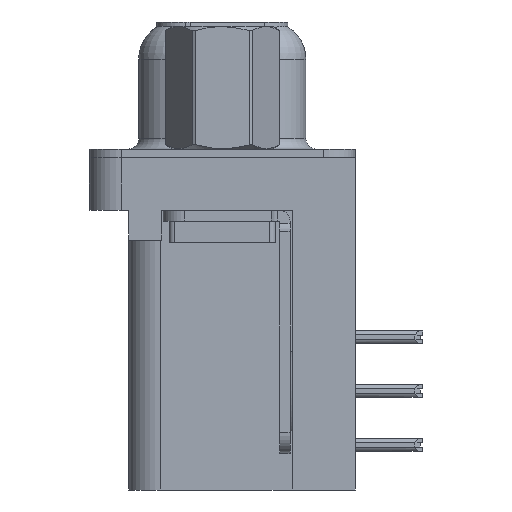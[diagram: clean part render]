
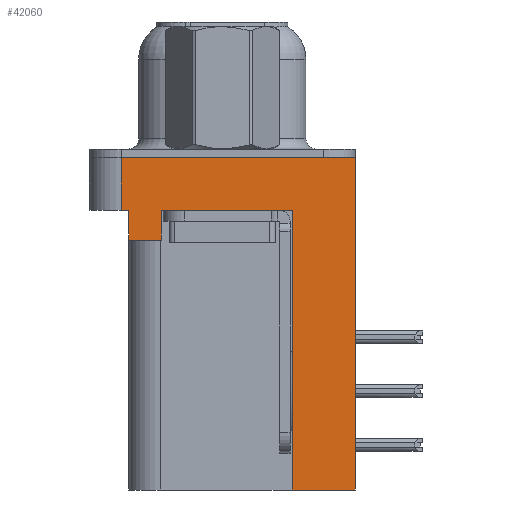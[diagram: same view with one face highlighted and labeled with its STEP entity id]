
A CAD part, left-side view. The second image highlights one B-rep face of the part: STEP entity #42060.
In plain terms, the highlighted planar face has unit normal (-1, 0, 0).
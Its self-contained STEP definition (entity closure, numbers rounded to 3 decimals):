
#463 = EDGE_CURVE ( 'NONE', #4576, #8505, #39845, .T. ) ;
#867 = VECTOR ( 'NONE', #11132, 1000. ) ;
#1060 = ORIENTED_EDGE ( 'NONE', *, *, #30181, .F. ) ;
#1214 = ORIENTED_EDGE ( 'NONE', *, *, #16015, .T. ) ;
#1448 = CARTESIAN_POINT ( 'NONE',  ( -2.935, 2.895, -3.9 ) ) ;
#2263 = VECTOR ( 'NONE', #24429, 1000. ) ;
#2780 = DIRECTION ( 'NONE',  ( 0., 1., 0. ) ) ;
#2877 = EDGE_LOOP ( 'NONE', ( #39148, #20679, #1214, #38683, #12602, #28448, #23161, #1060, #41351, #21113 ) ) ;
#3145 = DIRECTION ( 'NONE',  ( 0., 0., 1. ) ) ;
#4576 = VERTEX_POINT ( 'NONE', #24302 ) ;
#4639 = DIRECTION ( 'NONE',  ( 0., 0., 1. ) ) ;
#4721 = LINE ( 'NONE', #9710, #12507 ) ;
#4811 = LINE ( 'NONE', #42092, #22485 ) ;
#5072 = VERTEX_POINT ( 'NONE', #40035 ) ;
#5260 = CARTESIAN_POINT ( 'NONE',  ( -2.935, 4.775, -2.5 ) ) ;
#5336 = VECTOR ( 'NONE', #19484, 1000. ) ;
#5394 = VECTOR ( 'NONE', #2780, 1000. ) ;
#6384 = LINE ( 'NONE', #18818, #41658 ) ;
#6525 = DIRECTION ( 'NONE',  ( 0., 0., 1. ) ) ;
#7125 = VERTEX_POINT ( 'NONE', #11032 ) ;
#8505 = VERTEX_POINT ( 'NONE', #22062 ) ;
#9710 = CARTESIAN_POINT ( 'NONE',  ( -2.935, -3.295, -15.7 ) ) ;
#10231 = VERTEX_POINT ( 'NONE', #28601 ) ;
#10740 = EDGE_CURVE ( 'NONE', #10231, #40567, #36288, .T. ) ;
#11032 = CARTESIAN_POINT ( 'NONE',  ( -2.935, -6.275, 0. ) ) ;
#11132 = DIRECTION ( 'NONE',  ( 0., 0., 1. ) ) ;
#11609 = LINE ( 'NONE', #35786, #19376 ) ;
#12507 = VECTOR ( 'NONE', #39582, 1000. ) ;
#12602 = ORIENTED_EDGE ( 'NONE', *, *, #22723, .F. ) ;
#13396 = VECTOR ( 'NONE', #6525, 1000. ) ;
#15353 = FACE_OUTER_BOUND ( 'NONE', #2877, .T. ) ;
#16015 = EDGE_CURVE ( 'NONE', #4576, #36193, #29694, .T. ) ;
#16246 = CARTESIAN_POINT ( 'NONE',  ( -2.935, -3.295, -2.5 ) ) ;
#17416 = CARTESIAN_POINT ( 'NONE',  ( -2.935, -3.295, -15.7 ) ) ;
#18614 = VECTOR ( 'NONE', #4639, 1000. ) ;
#18818 = CARTESIAN_POINT ( 'NONE',  ( -2.935, -6.275, -2.5 ) ) ;
#19376 = VECTOR ( 'NONE', #42435, 1000. ) ;
#19484 = DIRECTION ( 'NONE',  ( 0., -1., 0. ) ) ;
#20679 = ORIENTED_EDGE ( 'NONE', *, *, #463, .F. ) ;
#21113 = ORIENTED_EDGE ( 'NONE', *, *, #23551, .T. ) ;
#21550 = CARTESIAN_POINT ( 'NONE',  ( -2.935, 4.425, -2.5 ) ) ;
#22062 = CARTESIAN_POINT ( 'NONE',  ( -2.935, 4.775, 0. ) ) ;
#22262 = DIRECTION ( 'NONE',  ( 0., 0., 1. ) ) ;
#22485 = VECTOR ( 'NONE', #22262, 1000. ) ;
#22723 = EDGE_CURVE ( 'NONE', #10231, #25094, #38586, .T. ) ;
#22862 = CARTESIAN_POINT ( 'NONE',  ( -2.935, -6.275, -2.5 ) ) ;
#23035 = DIRECTION ( 'NONE',  ( -1., 0., 0. ) ) ;
#23059 = LINE ( 'NONE', #26018, #5394 ) ;
#23161 = ORIENTED_EDGE ( 'NONE', *, *, #28531, .T. ) ;
#23551 = EDGE_CURVE ( 'NONE', #5072, #7125, #4811, .T. ) ;
#23977 = CARTESIAN_POINT ( 'NONE',  ( -2.935, 2.895, -2.5 ) ) ;
#24302 = CARTESIAN_POINT ( 'NONE',  ( -2.935, 4.775, -2.5 ) ) ;
#24429 = DIRECTION ( 'NONE',  ( 0., 1., 0. ) ) ;
#25094 = VERTEX_POINT ( 'NONE', #26752 ) ;
#26018 = CARTESIAN_POINT ( 'NONE',  ( -2.935, -3.295, -15.7 ) ) ;
#26752 = CARTESIAN_POINT ( 'NONE',  ( -2.935, 4.425, -3.9 ) ) ;
#27965 = EDGE_CURVE ( 'NONE', #5072, #42973, #23059, .T. ) ;
#28448 = ORIENTED_EDGE ( 'NONE', *, *, #10740, .T. ) ;
#28531 = EDGE_CURVE ( 'NONE', #40567, #29366, #6384, .T. ) ;
#28601 = CARTESIAN_POINT ( 'NONE',  ( -2.935, 2.895, -3.9 ) ) ;
#28685 = DIRECTION ( 'NONE',  ( 0., -1., 0. ) ) ;
#29366 = VERTEX_POINT ( 'NONE', #16246 ) ;
#29516 = CARTESIAN_POINT ( 'NONE',  ( -2.935, -6.275, -2.5 ) ) ;
#29694 = LINE ( 'NONE', #22862, #5336 ) ;
#30181 = EDGE_CURVE ( 'NONE', #42973, #29366, #4721, .T. ) ;
#30989 = CARTESIAN_POINT ( 'NONE',  ( -2.935, 4.425, -3.9 ) ) ;
#35113 = LINE ( 'NONE', #30989, #867 ) ;
#35777 = EDGE_CURVE ( 'NONE', #8505, #7125, #11609, .T. ) ;
#35786 = CARTESIAN_POINT ( 'NONE',  ( -2.935, -6.275, 0. ) ) ;
#36193 = VERTEX_POINT ( 'NONE', #21550 ) ;
#36208 = PLANE ( 'NONE',  #39095 ) ;
#36288 = LINE ( 'NONE', #1448, #18614 ) ;
#38586 = LINE ( 'NONE', #40910, #2263 ) ;
#38683 = ORIENTED_EDGE ( 'NONE', *, *, #41297, .F. ) ;
#39095 = AXIS2_PLACEMENT_3D ( 'NONE', #29516, #23035, #3145 ) ;
#39148 = ORIENTED_EDGE ( 'NONE', *, *, #35777, .F. ) ;
#39582 = DIRECTION ( 'NONE',  ( 0., 0., 1. ) ) ;
#39845 = LINE ( 'NONE', #5260, #13396 ) ;
#40035 = CARTESIAN_POINT ( 'NONE',  ( -2.935, -6.275, -15.7 ) ) ;
#40567 = VERTEX_POINT ( 'NONE', #23977 ) ;
#40910 = CARTESIAN_POINT ( 'NONE',  ( -2.935, 4.425, -3.9 ) ) ;
#41297 = EDGE_CURVE ( 'NONE', #25094, #36193, #35113, .T. ) ;
#41351 = ORIENTED_EDGE ( 'NONE', *, *, #27965, .F. ) ;
#41658 = VECTOR ( 'NONE', #28685, 1000. ) ;
#42060 = ADVANCED_FACE ( 'NONE', ( #15353 ), #36208, .T. ) ;
#42092 = CARTESIAN_POINT ( 'NONE',  ( -2.935, -6.275, -2.5 ) ) ;
#42435 = DIRECTION ( 'NONE',  ( 0., -1., 0. ) ) ;
#42973 = VERTEX_POINT ( 'NONE', #17416 ) ;
